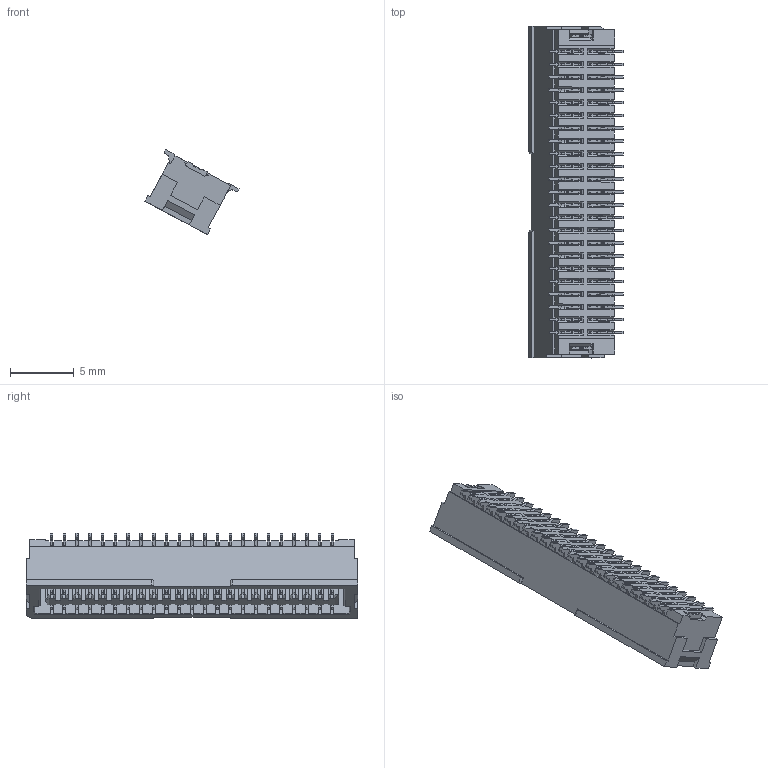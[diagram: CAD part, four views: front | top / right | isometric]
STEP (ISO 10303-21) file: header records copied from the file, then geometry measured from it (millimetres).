
FILE_DESCRIPTION (( 'STEP AP203' ), '1' );
FILE_NAME ('FWF10014-D46S83NAM.STEP', '2025-11-21T06:04:16', ( '' ), ( '' ), 'SwSTEP 2.0', 'SolidWorks 2021', '' );
FILE_SCHEMA (( 'CONFIG_CONTROL_DESIGN' ));
Length unit declared in the file: millimetre
Products named in the file (1): FWF10014-D46S83NAM
Bounding box: 7.38 x 26 x 6.68 mm (x, y, z)
Volume: 20.9 mm3
Topology: 24 solids, 29 shells, 4136 faces, 12807 edges, 8469 vertices
Faces by surface type: plane 2508, cylinder 1584, bspline 44
Full cylindrical faces by diameter (mm): 0.3 x1
Entity records: 143745 total; most frequent: CARTESIAN_POINT 29143, ORIENTED_EDGE 25614, DIRECTION 22425, EDGE_CURVE 12807, VECTOR 9353, LINE 9353, VERTEX_POINT 8469, AXIS2_PLACEMENT_3D 6536
